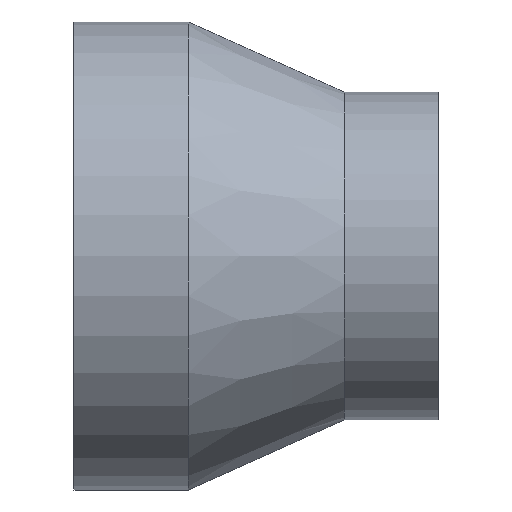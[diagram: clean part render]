
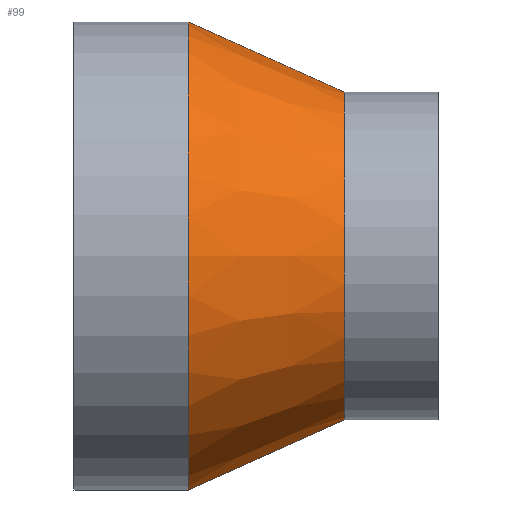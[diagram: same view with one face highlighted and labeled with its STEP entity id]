
A CAD part, top view. The second image highlights one B-rep face of the part: STEP entity #99.
In plain terms, the highlighted conical face has half-angle 24.228 degrees and reference radius 38.25 mm.
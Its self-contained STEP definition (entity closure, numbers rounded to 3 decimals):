
#83 = VERTEX_POINT( '', #217 );
#97 = EDGE_CURVE( '', #169, #131, #234, .T. );
#99 = ADVANCED_FACE( '', ( #236 ), #237, .T. );
#131 = VERTEX_POINT( '', #273 );
#135 = EDGE_CURVE( '', #169, #193, #278, .T. );
#141 = EDGE_CURVE( '', #193, #83, #284, .T. );
#169 = VERTEX_POINT( '', #316 );
#187 = EDGE_CURVE( '', #83, #131, #336, .T. );
#193 = VERTEX_POINT( '', #343 );
#217 = CARTESIAN_POINT( '', ( 52., 31.5, 0. ) );
#234 = CIRCLE( '', #378, 45. );
#236 = FACE_OUTER_BOUND( '', #380, .T. );
#237 = CONICAL_SURFACE( '', #381, 38.25, 0.423 );
#273 = CARTESIAN_POINT( '', ( 22., 45., 0. ) );
#278 = LINE( '', #434, #435 );
#284 = CIRCLE( '', #444, 31.5 );
#316 = CARTESIAN_POINT( '', ( 22., -45., 0. ) );
#336 = LINE( '', #509, #510 );
#343 = CARTESIAN_POINT( '', ( 52., -31.5, 0. ) );
#378 = AXIS2_PLACEMENT_3D( '', #558, #559, #560 );
#380 = EDGE_LOOP( '', ( #562, #563, #564, #565 ) );
#381 = AXIS2_PLACEMENT_3D( '', #566, #567, #568 );
#434 = CARTESIAN_POINT( '', ( 37., -38.25, 0. ) );
#435 = VECTOR( '', #623, 1. );
#444 = AXIS2_PLACEMENT_3D( '', #625, #626, #627 );
#509 = CARTESIAN_POINT( '', ( 37., 38.25, 0. ) );
#510 = VECTOR( '', #689, 1. );
#558 = CARTESIAN_POINT( '', ( 22., 0., 0. ) );
#559 = DIRECTION( '', ( -1., 0., 0. ) );
#560 = DIRECTION( '', ( 0., 1., 0. ) );
#562 = ORIENTED_EDGE( '', *, *, #187, .T. );
#563 = ORIENTED_EDGE( '', *, *, #97, .F. );
#564 = ORIENTED_EDGE( '', *, *, #135, .T. );
#565 = ORIENTED_EDGE( '', *, *, #141, .T. );
#566 = CARTESIAN_POINT( '', ( 37., 0., 0. ) );
#567 = DIRECTION( '', ( -1., 0., 0. ) );
#568 = DIRECTION( '', ( 0., 1., 0. ) );
#623 = DIRECTION( '', ( 0.912, 0.41, 0. ) );
#625 = CARTESIAN_POINT( '', ( 52., 0., 0. ) );
#626 = DIRECTION( '', ( -1., 0., 0. ) );
#627 = DIRECTION( '', ( 0., 1., 0. ) );
#689 = DIRECTION( '', ( -0.912, 0.41, 0. ) );
